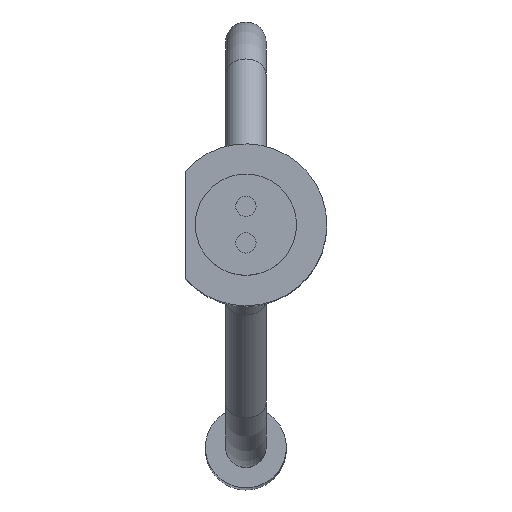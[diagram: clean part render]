
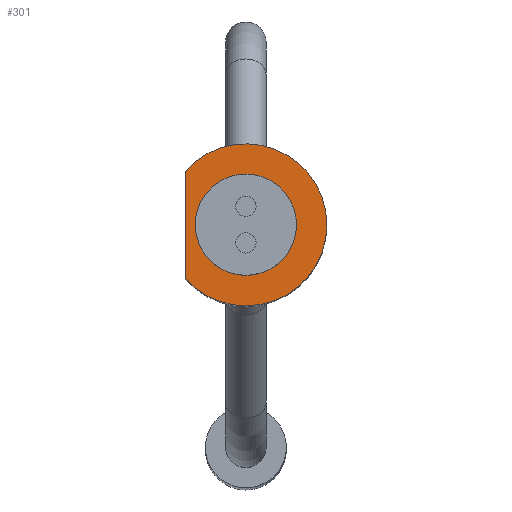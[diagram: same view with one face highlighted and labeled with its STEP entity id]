
A CAD part, top view. The second image highlights one B-rep face of the part: STEP entity #301.
In plain terms, the highlighted planar face has unit normal (0, 0, 1).
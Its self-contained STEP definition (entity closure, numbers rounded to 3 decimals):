
#21=PLANE($,#354);
#29=LINE($,#544,#33);
#33=VECTOR($,#452,2.646);
#67=FACE_BOUND($,#136,.T.);
#89=FACE_OUTER_BOUND($,#135,.T.);
#135=EDGE_LOOP($,(#268,#269));
#136=EDGE_LOOP($,(#270));
#164=CIRCLE($,#346,2.);
#165=CIRCLE($,#348,1.25);
#189=VERTEX_POINT($,#531);
#190=VERTEX_POINT($,#533);
#191=VERTEX_POINT($,#537);
#215=EDGE_CURVE($,#189,#190,#164,.T.);
#217=EDGE_CURVE($,#191,#191,#165,.T.);
#219=EDGE_CURVE($,#190,#189,#29,.T.);
#268=ORIENTED_EDGE($,*,*,#215,.F.);
#269=ORIENTED_EDGE($,*,*,#219,.F.);
#270=ORIENTED_EDGE($,*,*,#217,.F.);
#301=ADVANCED_FACE($,(#89,#67),#21,.F.);
#346=AXIS2_PLACEMENT_3D($,#534,#437,#438);
#348=AXIS2_PLACEMENT_3D($,#538,#442,#443);
#354=AXIS2_PLACEMENT_3D($,#547,#456,#457);
#437=DIRECTION('center_axis',(0.,0.,-1.));
#438=DIRECTION('ref_axis',(-1.,0.,0.));
#442=DIRECTION('center_axis',(0.,0.,1.));
#443=DIRECTION('ref_axis',(-1.,0.,0.));
#452=DIRECTION($,(0.,1.,0.));
#456=DIRECTION('center_axis',(0.,0.,-1.));
#457=DIRECTION('ref_axis',(-1.,0.,0.));
#531=CARTESIAN_POINT('',(-1.5,1.773,-2.));
#533=CARTESIAN_POINT('',(-1.5,-0.873,-2.));
#534=CARTESIAN_POINT('Origin',(0.,0.45,-2.));
#537=CARTESIAN_POINT('',(1.25,0.45,-2.));
#538=CARTESIAN_POINT('Origin',(0.,0.45,-2.));
#544=CARTESIAN_POINT($,(-1.5,-0.873,-2.));
#547=CARTESIAN_POINT('Origin',(0.,0.45,-2.));
